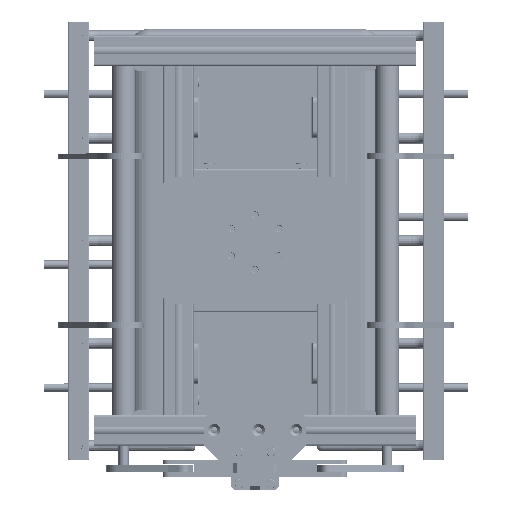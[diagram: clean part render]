
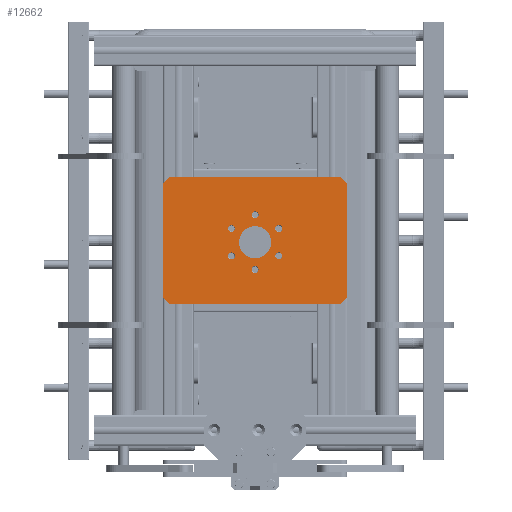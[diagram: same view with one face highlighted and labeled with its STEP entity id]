
A CAD part, top view. The second image highlights one B-rep face of the part: STEP entity #12662.
In plain terms, the highlighted planar face has unit normal (0, 0, 1).
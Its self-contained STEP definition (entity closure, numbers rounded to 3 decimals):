
#5748=LINE('',#51230,#8841);
#5752=LINE('',#51239,#8845);
#5758=LINE('',#51253,#8851);
#5762=LINE('',#51262,#8855);
#5764=LINE('',#51285,#8857);
#5765=LINE('',#51286,#8858);
#5766=LINE('',#51287,#8859);
#5767=LINE('',#51288,#8860);
#8841=VECTOR('',#38919,1.);
#8845=VECTOR('',#38925,1.);
#8851=VECTOR('',#38933,1.);
#8855=VECTOR('',#38939,1.);
#8857=VECTOR('',#38963,1.);
#8858=VECTOR('',#38964,1.);
#8859=VECTOR('',#38965,1.);
#8860=VECTOR('',#38966,1.);
#11251=PLANE('',#34528);
#12662=ADVANCED_FACE('',(#14426,#14427,#14428,#14429,#14430,#14431,#14432,
#14433),#11251,.T.);
#14426=FACE_BOUND('',#15348,.T.);
#14427=FACE_BOUND('',#15349,.T.);
#14428=FACE_BOUND('',#15350,.T.);
#14429=FACE_BOUND('',#15351,.T.);
#14430=FACE_BOUND('',#15352,.T.);
#14431=FACE_BOUND('',#15353,.T.);
#14432=FACE_BOUND('',#15354,.T.);
#14433=FACE_BOUND('',#15355,.T.);
#15348=EDGE_LOOP('',(#19414));
#15349=EDGE_LOOP('',(#19415));
#15350=EDGE_LOOP('',(#19416));
#15351=EDGE_LOOP('',(#19417));
#15352=EDGE_LOOP('',(#19418));
#15353=EDGE_LOOP('',(#19419));
#15354=EDGE_LOOP('',(#19420));
#15355=EDGE_LOOP('',(#19421,#19422,#19423,#19424,#19425,#19426,#19427,#19428));
#19414=ORIENTED_EDGE('',*,*,#29797,.F.);
#19415=ORIENTED_EDGE('',*,*,#29798,.T.);
#19416=ORIENTED_EDGE('',*,*,#29799,.T.);
#19417=ORIENTED_EDGE('',*,*,#29800,.T.);
#19418=ORIENTED_EDGE('',*,*,#29801,.T.);
#19419=ORIENTED_EDGE('',*,*,#29802,.T.);
#19420=ORIENTED_EDGE('',*,*,#29803,.T.);
#19421=ORIENTED_EDGE('',*,*,#29793,.T.);
#19422=ORIENTED_EDGE('',*,*,#29804,.T.);
#19423=ORIENTED_EDGE('',*,*,#29779,.T.);
#19424=ORIENTED_EDGE('',*,*,#29805,.T.);
#19425=ORIENTED_EDGE('',*,*,#29783,.T.);
#19426=ORIENTED_EDGE('',*,*,#29806,.T.);
#19427=ORIENTED_EDGE('',*,*,#29789,.T.);
#19428=ORIENTED_EDGE('',*,*,#29807,.T.);
#26443=VERTEX_POINT('',#51231);
#26444=VERTEX_POINT('',#51232);
#26447=VERTEX_POINT('',#51240);
#26448=VERTEX_POINT('',#51241);
#26453=VERTEX_POINT('',#51252);
#26454=VERTEX_POINT('',#51254);
#26457=VERTEX_POINT('',#51261);
#26458=VERTEX_POINT('',#51263);
#26461=VERTEX_POINT('',#51272);
#26462=VERTEX_POINT('',#51274);
#26463=VERTEX_POINT('',#51276);
#26464=VERTEX_POINT('',#51278);
#26465=VERTEX_POINT('',#51280);
#26466=VERTEX_POINT('',#51282);
#26467=VERTEX_POINT('',#51284);
#29779=EDGE_CURVE('',#26443,#26444,#5748,.T.);
#29783=EDGE_CURVE('',#26447,#26448,#5752,.T.);
#29789=EDGE_CURVE('',#26454,#26453,#5758,.T.);
#29793=EDGE_CURVE('',#26458,#26457,#5762,.T.);
#29797=EDGE_CURVE('',#26461,#26461,#33032,.T.);
#29798=EDGE_CURVE('',#26462,#26462,#33033,.T.);
#29799=EDGE_CURVE('',#26463,#26463,#33034,.T.);
#29800=EDGE_CURVE('',#26464,#26464,#33035,.T.);
#29801=EDGE_CURVE('',#26465,#26465,#33036,.T.);
#29802=EDGE_CURVE('',#26466,#26466,#33037,.T.);
#29803=EDGE_CURVE('',#26467,#26467,#33038,.T.);
#29804=EDGE_CURVE('',#26457,#26443,#5764,.T.);
#29805=EDGE_CURVE('',#26444,#26447,#5765,.T.);
#29806=EDGE_CURVE('',#26448,#26454,#5766,.T.);
#29807=EDGE_CURVE('',#26453,#26458,#5767,.T.);
#33032=CIRCLE('',#34521,23.5);
#33033=CIRCLE('',#34522,5.1);
#33034=CIRCLE('',#34523,5.1);
#33035=CIRCLE('',#34524,5.1);
#33036=CIRCLE('',#34525,5.1);
#33037=CIRCLE('',#34526,5.1);
#33038=CIRCLE('',#34527,5.1);
#34521=AXIS2_PLACEMENT_3D('',#51271,#38949,#38950);
#34522=AXIS2_PLACEMENT_3D('',#51273,#38951,#38952);
#34523=AXIS2_PLACEMENT_3D('',#51275,#38953,#38954);
#34524=AXIS2_PLACEMENT_3D('',#51277,#38955,#38956);
#34525=AXIS2_PLACEMENT_3D('',#51279,#38957,#38958);
#34526=AXIS2_PLACEMENT_3D('',#51281,#38959,#38960);
#34527=AXIS2_PLACEMENT_3D('',#51283,#38961,#38962);
#34528=AXIS2_PLACEMENT_3D('',#51289,#38967,#38968);
#38919=DIRECTION('',(0.,-1.,0.));
#38925=DIRECTION('',(1.,0.,0.));
#38933=DIRECTION('',(0.,1.,0.));
#38939=DIRECTION('',(-1.,0.,0.));
#38949=DIRECTION('',(0.,0.,1.));
#38950=DIRECTION('',(1.,0.,0.));
#38951=DIRECTION('',(0.,0.,-1.));
#38952=DIRECTION('',(1.,0.,0.));
#38953=DIRECTION('',(0.,0.,-1.));
#38954=DIRECTION('',(1.,0.,0.));
#38955=DIRECTION('',(0.,0.,-1.));
#38956=DIRECTION('',(1.,0.,0.));
#38957=DIRECTION('',(0.,0.,-1.));
#38958=DIRECTION('',(1.,0.,0.));
#38959=DIRECTION('',(0.,0.,-1.));
#38960=DIRECTION('',(1.,0.,0.));
#38961=DIRECTION('',(0.,0.,-1.));
#38962=DIRECTION('',(1.,0.,0.));
#38963=DIRECTION('',(-0.707,-0.707,0.));
#38964=DIRECTION('',(0.707,-0.707,0.));
#38965=DIRECTION('',(0.707,0.707,0.));
#38966=DIRECTION('',(-0.707,0.707,0.));
#38967=DIRECTION('',(0.,0.,1.));
#38968=DIRECTION('',(1.,0.,0.));
#51230=CARTESIAN_POINT('',(-135.,107.5,15.));
#51231=CARTESIAN_POINT('',(-135.,85.5,15.));
#51232=CARTESIAN_POINT('',(-135.,-80.5,15.));
#51239=CARTESIAN_POINT('',(-135.,-90.5,15.));
#51240=CARTESIAN_POINT('',(-125.,-90.5,15.));
#51241=CARTESIAN_POINT('',(125.,-90.5,15.));
#51252=CARTESIAN_POINT('',(135.,85.5,15.));
#51253=CARTESIAN_POINT('',(135.,-102.5,15.));
#51254=CARTESIAN_POINT('',(135.,-80.5,15.));
#51261=CARTESIAN_POINT('',(-125.,95.5,15.));
#51262=CARTESIAN_POINT('',(135.,95.5,15.));
#51263=CARTESIAN_POINT('',(125.,95.5,15.));
#51271=CARTESIAN_POINT('',(0.,0.,15.));
#51272=CARTESIAN_POINT('',(23.5,0.,15.));
#51273=CARTESIAN_POINT('',(34.641,20.,15.));
#51274=CARTESIAN_POINT('',(39.741,20.,15.));
#51275=CARTESIAN_POINT('',(34.641,-20.,15.));
#51276=CARTESIAN_POINT('',(39.741,-20.,15.));
#51277=CARTESIAN_POINT('',(0.,40.,15.));
#51278=CARTESIAN_POINT('',(5.1,40.,15.));
#51279=CARTESIAN_POINT('',(0.,-40.,15.));
#51280=CARTESIAN_POINT('',(5.1,-40.,15.));
#51281=CARTESIAN_POINT('',(-34.641,20.,15.));
#51282=CARTESIAN_POINT('',(-29.541,20.,15.));
#51283=CARTESIAN_POINT('',(-34.641,-20.,15.));
#51284=CARTESIAN_POINT('',(-29.541,-20.,15.));
#51285=CARTESIAN_POINT('',(-110.25,110.25,15.));
#51286=CARTESIAN_POINT('',(-107.75,-107.75,15.));
#51287=CARTESIAN_POINT('',(107.75,-107.75,15.));
#51288=CARTESIAN_POINT('',(110.25,110.25,15.));
#51289=CARTESIAN_POINT('',(0.,0.,15.));
